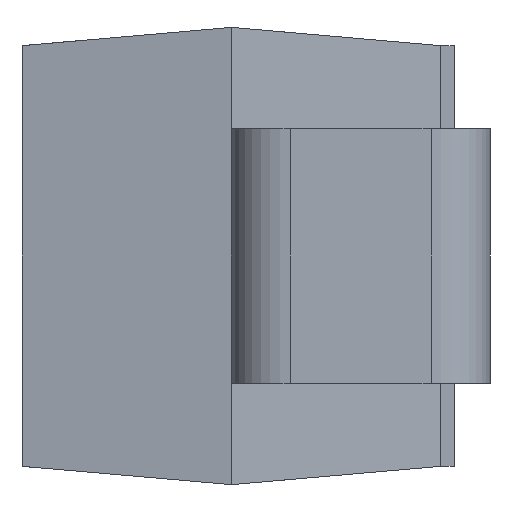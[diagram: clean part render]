
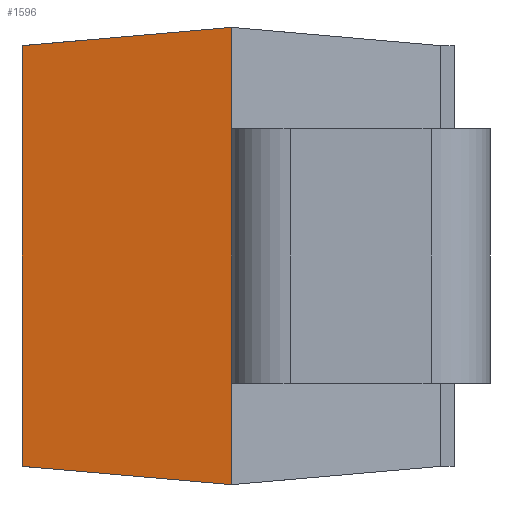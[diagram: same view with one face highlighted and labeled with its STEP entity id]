
A CAD part, left-side view. The second image highlights one B-rep face of the part: STEP entity #1596.
In plain terms, the highlighted planar face has unit normal (-0.991, 0.131, 0).
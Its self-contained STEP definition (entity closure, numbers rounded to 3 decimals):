
#12 = DIRECTION ( 'NONE',  ( 0.13, 0.988, -0.086 ) ) ;
#52 = VECTOR ( 'NONE', #1487, 1000. ) ;
#69 = CARTESIAN_POINT ( 'NONE',  ( -2.165, 1.449, 1.28 ) ) ;
#134 = DIRECTION ( 'NONE',  ( 0., 0., -1. ) ) ;
#162 = DIRECTION ( 'NONE',  ( 0., 0., -1. ) ) ;
#246 = CARTESIAN_POINT ( 'NONE',  ( -2.011, 2.62, -1.178 ) ) ;
#327 = EDGE_LOOP ( 'NONE', ( #692, #945, #887, #427 ) ) ;
#354 = VECTOR ( 'NONE', #162, 1000. ) ;
#382 = CARTESIAN_POINT ( 'NONE',  ( -2.165, 1.449, 1.28 ) ) ;
#422 = CARTESIAN_POINT ( 'NONE',  ( -2.011, 2.62, 1.28 ) ) ;
#427 = ORIENTED_EDGE ( 'NONE', *, *, #566, .T. ) ;
#481 = FACE_OUTER_BOUND ( 'NONE', #327, .T. ) ;
#490 = VERTEX_POINT ( 'NONE', #69 ) ;
#550 = PLANE ( 'NONE',  #1381 ) ;
#566 = EDGE_CURVE ( 'NONE', #1057, #818, #784, .T. ) ;
#593 = LINE ( 'NONE', #651, #681 ) ;
#651 = CARTESIAN_POINT ( 'NONE',  ( -2.012, 2.611, 1.178 ) ) ;
#681 = VECTOR ( 'NONE', #12, 1000. ) ;
#692 = ORIENTED_EDGE ( 'NONE', *, *, #1214, .F. ) ;
#725 = CARTESIAN_POINT ( 'NONE',  ( -2.011, 2.62, 1.178 ) ) ;
#784 = LINE ( 'NONE', #1628, #52 ) ;
#818 = VERTEX_POINT ( 'NONE', #1133 ) ;
#847 = EDGE_CURVE ( 'NONE', #1075, #1057, #1067, .T. ) ;
#887 = ORIENTED_EDGE ( 'NONE', *, *, #847, .T. ) ;
#945 = ORIENTED_EDGE ( 'NONE', *, *, #1369, .T. ) ;
#1057 = VERTEX_POINT ( 'NONE', #246 ) ;
#1067 = LINE ( 'NONE', #422, #354 ) ;
#1075 = VERTEX_POINT ( 'NONE', #725 ) ;
#1086 = VECTOR ( 'NONE', #134, 1000. ) ;
#1133 = CARTESIAN_POINT ( 'NONE',  ( -2.165, 1.449, -1.28 ) ) ;
#1181 = DIRECTION ( 'NONE',  ( 0.131, 0.991, 0. ) ) ;
#1214 = EDGE_CURVE ( 'NONE', #490, #818, #1654, .T. ) ;
#1306 = CARTESIAN_POINT ( 'NONE',  ( -2.011, 2.62, 1.28 ) ) ;
#1369 = EDGE_CURVE ( 'NONE', #490, #1075, #593, .T. ) ;
#1381 = AXIS2_PLACEMENT_3D ( 'NONE', #1306, #1565, #1181 ) ;
#1487 = DIRECTION ( 'NONE',  ( -0.13, -0.988, -0.086 ) ) ;
#1565 = DIRECTION ( 'NONE',  ( 0.991, -0.131, 0. ) ) ;
#1596 = ADVANCED_FACE ( 'NONE', ( #481 ), #550, .F. ) ;
#1628 = CARTESIAN_POINT ( 'NONE',  ( -1.983, 2.83, -1.159 ) ) ;
#1654 = LINE ( 'NONE', #382, #1086 ) ;
